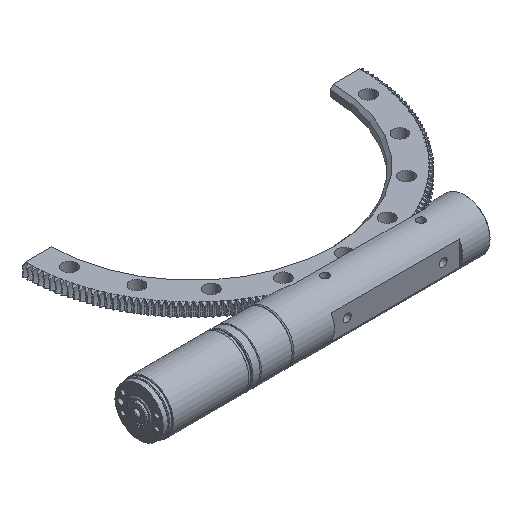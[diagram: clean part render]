
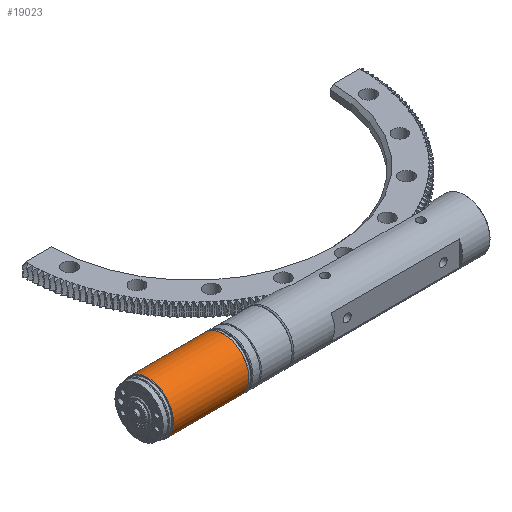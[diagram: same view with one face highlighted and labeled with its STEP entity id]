
A CAD part, isometric view. The second image highlights one B-rep face of the part: STEP entity #19023.
In plain terms, the highlighted cylindrical face has radius 4 mm (diameter 8 mm), a full revolution.
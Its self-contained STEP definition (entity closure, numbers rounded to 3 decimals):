
#1198=CYLINDRICAL_SURFACE('',#20235,4.);
#4316=FACE_BOUND('',#5649,.T.);
#4480=FACE_OUTER_BOUND('',#5648,.T.);
#5648=EDGE_LOOP('',(#13164));
#5649=EDGE_LOOP('',(#13165));
#6813=CIRCLE('',#20234,4.);
#6814=CIRCLE('',#20236,4.);
#7891=VERTEX_POINT('',#29858);
#7892=VERTEX_POINT('',#29861);
#9963=EDGE_CURVE('',#7891,#7891,#6813,.T.);
#9964=EDGE_CURVE('',#7892,#7892,#6814,.T.);
#13164=ORIENTED_EDGE('',*,*,#9963,.F.);
#13165=ORIENTED_EDGE('',*,*,#9964,.T.);
#19023=ADVANCED_FACE('',(#4480,#4316),#1198,.T.);
#20234=AXIS2_PLACEMENT_3D('',#29859,#22822,#22823);
#20235=AXIS2_PLACEMENT_3D('',#29860,#22824,#22825);
#20236=AXIS2_PLACEMENT_3D('',#29862,#22826,#22827);
#22822=DIRECTION('center_axis',(1.,0.,0.));
#22823=DIRECTION('ref_axis',(0.,0.,
-1.));
#22824=DIRECTION('center_axis',(1.,0.,0.));
#22825=DIRECTION('ref_axis',(0.,0.,
-1.));
#22826=DIRECTION('center_axis',(1.,0.,0.));
#22827=DIRECTION('ref_axis',(0.,0.,
-1.));
#29858=CARTESIAN_POINT('',(-12.7,0.,-4.));
#29859=CARTESIAN_POINT('Origin',(-12.7,0.,0.));
#29860=CARTESIAN_POINT('Origin',(-18.6,0.,0.));
#29861=CARTESIAN_POINT('',(-24.5,0.,-4.));
#29862=CARTESIAN_POINT('Origin',(-24.5,0.,0.));
